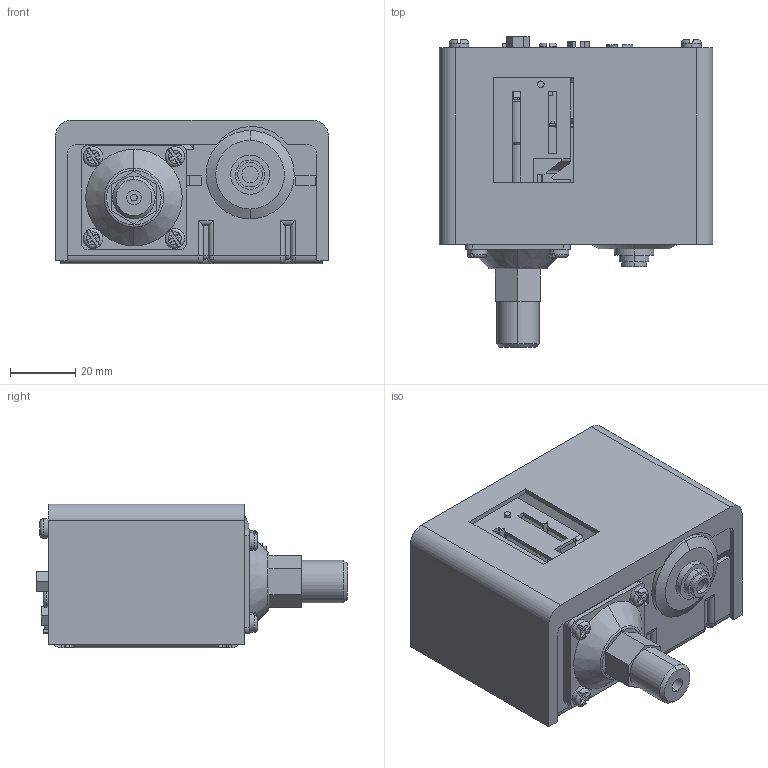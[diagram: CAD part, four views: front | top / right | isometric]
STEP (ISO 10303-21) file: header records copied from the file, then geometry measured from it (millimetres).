
FILE_DESCRIPTION (( 'STEP AP203' ), '1' );
FILE_NAME ('LF55 微压力（G1-4)装配体.STEP', '2023-05-30T08:02:49', ( '微软用户' ), ( '微软中国' ), 'SwSTEP 2.0', 'SolidWorks 2018', '' );
FILE_SCHEMA (( 'CONFIG_CONTROL_DESIGN' ));
Length unit declared in the file: millimetre
Products named in the file (18): 4.55.42.01 覃揤嘐隅啣; 4.55.18.01 揤薯硌尨啣; 4.55.37.01 覃揤嘐隅蹟隊; 4.55.43.01 縐銅菜え; 4.55.29.01 諉釱蹟隊; 4.55.38.01 雄啣粣; 諉盄蹟隊; 4.55.35.01 羲擒覃誹蹟裝; 詢揤菜啣; 4.55.10.01 耜啣; 55珨极宒諉芛; 4.55.19.01 揤船硌尨啣; 4.55.03.01 罩盖（中性）; 4.55.34.01 揤船蹟譫; 4.55.04.01 價釱; LF55 微压力（G1-4)装配体; 4.55.41.01 諉盄誘杶; 4.55.33.01 覃揤蹟裝
Assembly tree (23 placements, depth 2):
  LF55 微压力（G1-4)装配体
    4.55.04.01 價釱
    4.55.33.01 覃揤蹟裝
    4.55.18.01 揤薯硌尨啣
    4.55.43.01 縐銅菜え
    4.55.38.01 雄啣粣
    4.55.35.01 羲擒覃誹蹟裝
    4.55.10.01 耜啣
    4.55.19.01 揤船硌尨啣
    4.55.34.01 揤船蹟譫
    4.55.41.01 諉盄誘杶
    4.55.42.01 覃揤嘐隅啣
    4.55.37.01 覃揤嘐隅蹟隊
    4.55.29.01 諉釱蹟隊  x7
    諉盄蹟隊
    詢揤菜啣
    55珨极宒諉芛
    4.55.03.01 罩盖（中性）
Bounding box: 83.5 x 95 x 44 mm (x, y, z)
Volume: 44914 mm3; surface area: 62717.3 mm2
Topology: 23 solids, 23 shells, 1061 faces, 2735 edges, 1765 vertices
Faces by surface type: plane 645, cylinder 324, torus 47, cone 40, sphere 5
Entity records: 30053 total; most frequent: CARTESIAN_POINT 5137, DIRECTION 4820, ORIENTED_EDGE 4700, EDGE_CURVE 2350, AXIS2_PLACEMENT_3D 1614, VECTOR 1592, LINE 1592, VERTEX_POINT 1513
